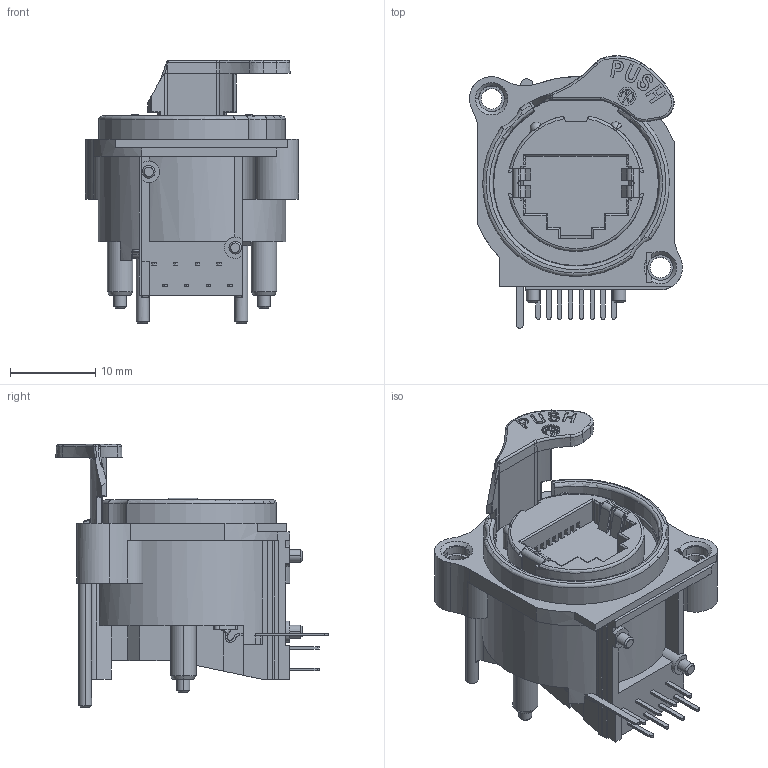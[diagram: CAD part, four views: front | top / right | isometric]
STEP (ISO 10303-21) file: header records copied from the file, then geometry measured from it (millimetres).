
FILE_DESCRIPTION((''),'2;1');
FILE_NAME('30009528','2022-07-20T09:51:24',('SYSTEM'),(''),'CREO PARAMETRIC BY PTC INC, 2021184','CREO PARAMETRIC BY PTC INC, 2021184','');
FILE_SCHEMA(('CONFIG_CONTROL_DESIGN'));
Length unit declared in the file: millimetre
Products named in the file (1): 30009528
Bounding box: 25 x 31.94 x 30.86 mm (x, y, z)
Volume: 7303.2 mm3; surface area: 4517.9 mm2
Topology: 1 solids, 4 shells, 858 faces, 2319 edges, 1475 vertices
Faces by surface type: plane 475, cylinder 207, extrusion 50, cone 47, torus 44, bspline 28, sphere 7
Entity records: 29139 total; most frequent: CARTESIAN_POINT 7775, ORIENTED_EDGE 4632, DIRECTION 4191, EDGE_CURVE 2316, VERTEX_POINT 1475, VECTOR 1455, LINE 1405, AXIS2_PLACEMENT_3D 1368
